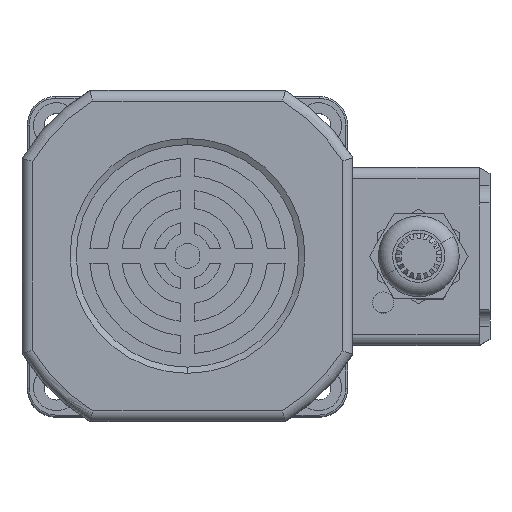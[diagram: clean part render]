
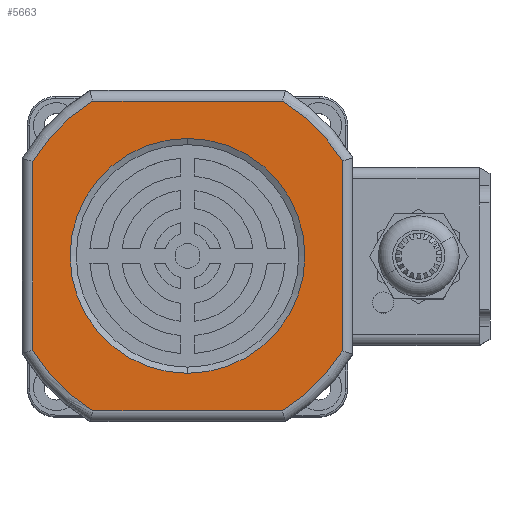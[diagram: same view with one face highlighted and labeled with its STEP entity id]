
A CAD part, top view. The second image highlights one B-rep face of the part: STEP entity #5663.
In plain terms, the highlighted face is planar.
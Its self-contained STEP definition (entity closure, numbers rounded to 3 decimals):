
#152 = AXIS2_PLACEMENT_3D ( 'NONE', #26269, #13635, #1029 ) ;
#791 = EDGE_CURVE ( 'NONE', #16684, #7962, #12618, .T. ) ;
#1029 = DIRECTION ( 'NONE',  ( 0., 0., 1. ) ) ;
#1674 = CARTESIAN_POINT ( 'NONE',  ( 43.5, 0., 26.705 ) ) ;
#2501 = AXIS2_PLACEMENT_3D ( 'NONE', #22914, #10398, #25083 ) ;
#2588 = AXIS2_PLACEMENT_3D ( 'NONE', #9766, #24401, #11865 ) ;
#3031 = DIRECTION ( 'NONE',  ( -1., 0., 0. ) ) ;
#3180 = CARTESIAN_POINT ( 'NONE',  ( 26.673, 0., 43.5 ) ) ;
#3911 = ORIENTED_EDGE ( 'NONE', *, *, #22220, .T. ) ;
#4715 = ORIENTED_EDGE ( 'NONE', *, *, #5033, .T. ) ;
#4963 = VERTEX_POINT ( 'NONE', #17377 ) ;
#5033 = EDGE_CURVE ( 'NONE', #4963, #23029, #10592, .T. ) ;
#5238 = DIRECTION ( 'NONE',  ( 0., 0., 1. ) ) ;
#5367 = EDGE_CURVE ( 'NONE', #15282, #18916, #13163, .T. ) ;
#5663 = ADVANCED_FACE ( 'NONE', ( #14123, #19020 ), #11476, .F. ) ;
#5933 = LINE ( 'NONE', #10248, #10199 ) ;
#6326 = VECTOR ( 'NONE', #7518, 1000. ) ;
#6350 = CARTESIAN_POINT ( 'NONE',  ( 0.05, 0., 0. ) ) ;
#7149 = CARTESIAN_POINT ( 'NONE',  ( 0., 0., 33. ) ) ;
#7250 = CARTESIAN_POINT ( 'NONE',  ( 43.5, 0., 0. ) ) ;
#7256 = VECTOR ( 'NONE', #3031, 1000. ) ;
#7518 = DIRECTION ( 'NONE',  ( 0., 0., -1. ) ) ;
#7770 = EDGE_CURVE ( 'NONE', #9466, #13979, #15035, .T. ) ;
#7867 = DIRECTION ( 'NONE',  ( 0., -1., 0. ) ) ;
#7962 = VERTEX_POINT ( 'NONE', #14852 ) ;
#8284 = ORIENTED_EDGE ( 'NONE', *, *, #791, .T. ) ;
#8463 = DIRECTION ( 'NONE',  ( 0., 0., 1. ) ) ;
#8760 = CIRCLE ( 'NONE', #2588, 51. ) ;
#8886 = CARTESIAN_POINT ( 'NONE',  ( -43.5, 0., 26.54 ) ) ;
#9466 = VERTEX_POINT ( 'NONE', #22761 ) ;
#9749 = DIRECTION ( 'NONE',  ( 0., -1., 0. ) ) ;
#9766 = CARTESIAN_POINT ( 'NONE',  ( 0.05, 0., 0. ) ) ;
#10199 = VECTOR ( 'NONE', #22750, 1000. ) ;
#10248 = CARTESIAN_POINT ( 'NONE',  ( 0.05, 0., -43.5 ) ) ;
#10398 = DIRECTION ( 'NONE',  ( 0., -1., 0. ) ) ;
#10551 = CARTESIAN_POINT ( 'NONE',  ( -43.5, 0., -26.54 ) ) ;
#10592 = CIRCLE ( 'NONE', #152, 51. ) ;
#11293 = EDGE_CURVE ( 'NONE', #7962, #25346, #5933, .T. ) ;
#11476 = PLANE ( 'NONE',  #11884 ) ;
#11865 = DIRECTION ( 'NONE',  ( 0., 0., 1. ) ) ;
#11884 = AXIS2_PLACEMENT_3D ( 'NONE', #23906, #17748, #5238 ) ;
#12618 = CIRCLE ( 'NONE', #19723, 51. ) ;
#13163 = CIRCLE ( 'NONE', #2501, 33. ) ;
#13590 = CARTESIAN_POINT ( 'NONE',  ( 0., 0., -33. ) ) ;
#13635 = DIRECTION ( 'NONE',  ( 0., -1., 0. ) ) ;
#13750 = VECTOR ( 'NONE', #26068, 1000. ) ;
#13979 = VERTEX_POINT ( 'NONE', #1674 ) ;
#14123 = FACE_OUTER_BOUND ( 'NONE', #23003, .T. ) ;
#14783 = CARTESIAN_POINT ( 'NONE',  ( 26.673, 0., -43.5 ) ) ;
#14852 = CARTESIAN_POINT ( 'NONE',  ( -26.572, 0., -43.5 ) ) ;
#14937 = EDGE_CURVE ( 'NONE', #13979, #24141, #8760, .T. ) ;
#15035 = LINE ( 'NONE', #7250, #13750 ) ;
#15282 = VERTEX_POINT ( 'NONE', #7149 ) ;
#16440 = EDGE_CURVE ( 'NONE', #18916, #15282, #23236, .T. ) ;
#16467 = ORIENTED_EDGE ( 'NONE', *, *, #26414, .T. ) ;
#16684 = VERTEX_POINT ( 'NONE', #10551 ) ;
#17377 = CARTESIAN_POINT ( 'NONE',  ( -26.572, 0., 43.5 ) ) ;
#17413 = LINE ( 'NONE', #20000, #6326 ) ;
#17678 = CARTESIAN_POINT ( 'NONE',  ( 0.05, 0., 43.5 ) ) ;
#17722 = ORIENTED_EDGE ( 'NONE', *, *, #14937, .T. ) ;
#17748 = DIRECTION ( 'NONE',  ( 0., 1., 0. ) ) ;
#18340 = LINE ( 'NONE', #17678, #7256 ) ;
#18630 = ORIENTED_EDGE ( 'NONE', *, *, #5367, .F. ) ;
#18916 = VERTEX_POINT ( 'NONE', #13590 ) ;
#19020 = FACE_BOUND ( 'NONE', #24040, .T. ) ;
#19652 = AXIS2_PLACEMENT_3D ( 'NONE', #22226, #9749, #24381 ) ;
#19723 = AXIS2_PLACEMENT_3D ( 'NONE', #20338, #7867, #22481 ) ;
#20000 = CARTESIAN_POINT ( 'NONE',  ( -43.5, 0., 0. ) ) ;
#20338 = CARTESIAN_POINT ( 'NONE',  ( 0.05, 0., 0. ) ) ;
#20925 = DIRECTION ( 'NONE',  ( 0., -1., 0. ) ) ;
#22220 = EDGE_CURVE ( 'NONE', #23029, #16684, #17413, .T. ) ;
#22226 = CARTESIAN_POINT ( 'NONE',  ( 0., 0., 0. ) ) ;
#22481 = DIRECTION ( 'NONE',  ( 0., 0., 1. ) ) ;
#22575 = ORIENTED_EDGE ( 'NONE', *, *, #7770, .T. ) ;
#22750 = DIRECTION ( 'NONE',  ( 1., 0., 0. ) ) ;
#22761 = CARTESIAN_POINT ( 'NONE',  ( 43.5, 0., -26.705 ) ) ;
#22914 = CARTESIAN_POINT ( 'NONE',  ( 0., 0., 0. ) ) ;
#23003 = EDGE_LOOP ( 'NONE', ( #3911, #8284, #24497, #16467, #22575, #17722, #24766, #4715 ) ) ;
#23029 = VERTEX_POINT ( 'NONE', #8886 ) ;
#23236 = CIRCLE ( 'NONE', #19652, 33. ) ;
#23597 = EDGE_CURVE ( 'NONE', #24141, #4963, #18340, .T. ) ;
#23906 = CARTESIAN_POINT ( 'NONE',  ( 0.05, 0., 0. ) ) ;
#24040 = EDGE_LOOP ( 'NONE', ( #24784, #18630 ) ) ;
#24141 = VERTEX_POINT ( 'NONE', #3180 ) ;
#24381 = DIRECTION ( 'NONE',  ( 0., 0., -1. ) ) ;
#24401 = DIRECTION ( 'NONE',  ( 0., -1., 0. ) ) ;
#24497 = ORIENTED_EDGE ( 'NONE', *, *, #11293, .T. ) ;
#24766 = ORIENTED_EDGE ( 'NONE', *, *, #23597, .T. ) ;
#24784 = ORIENTED_EDGE ( 'NONE', *, *, #16440, .F. ) ;
#25083 = DIRECTION ( 'NONE',  ( 0., 0., -1. ) ) ;
#25346 = VERTEX_POINT ( 'NONE', #14783 ) ;
#25436 = CIRCLE ( 'NONE', #26110, 51. ) ;
#26068 = DIRECTION ( 'NONE',  ( 0., 0., 1. ) ) ;
#26110 = AXIS2_PLACEMENT_3D ( 'NONE', #6350, #20925, #8463 ) ;
#26269 = CARTESIAN_POINT ( 'NONE',  ( 0.05, 0., 0. ) ) ;
#26414 = EDGE_CURVE ( 'NONE', #25346, #9466, #25436, .T. ) ;
